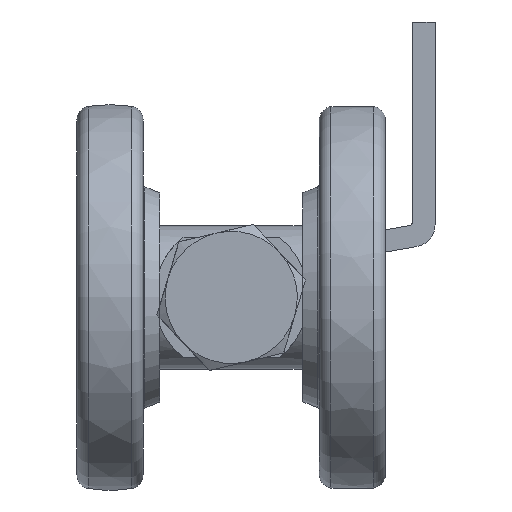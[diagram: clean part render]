
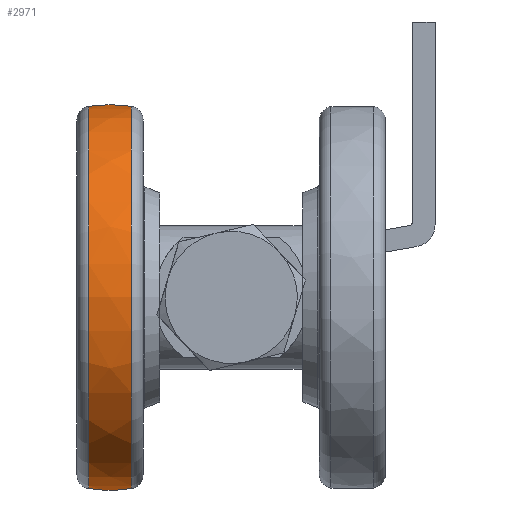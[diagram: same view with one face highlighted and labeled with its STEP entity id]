
A CAD part, front view. The second image highlights one B-rep face of the part: STEP entity #2971.
In plain terms, the highlighted free-form (B-spline) face has degree [2, 2] with [3, 9] control points.
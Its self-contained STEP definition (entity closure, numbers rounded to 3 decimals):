
#69=(
BOUNDED_SURFACE()
B_SPLINE_SURFACE(2,2,((#5686,#5687,#5688,#5689,#5690,#5691,#5692,#5693,
#5694),(#5695,#5696,#5697,#5698,#5699,#5700,#5701,#5702,#5703),(#5704,#5705,
#5706,#5707,#5708,#5709,#5710,#5711,#5712)),.UNSPECIFIED.,.F.,.T.,.F.)
B_SPLINE_SURFACE_WITH_KNOTS((3,3),(3,2,2,2,3),(-0.156,0.156),
(-3.142,-1.571,0.,1.571,3.142),
 .UNSPECIFIED.)
GEOMETRIC_REPRESENTATION_ITEM()
RATIONAL_B_SPLINE_SURFACE(((1.,0.707,1.,0.707,1.,
0.707,1.,0.707,1.),(0.988,0.698,
0.988,0.698,0.988,0.698,
0.988,0.698,0.988),(1.,0.707,
1.,0.707,1.,0.707,1.,0.707,1.)))
REPRESENTATION_ITEM('')
SURFACE()
);
#407=FACE_OUTER_BOUND('',#592,.T.);
#592=EDGE_LOOP('',(#2474,#2475,#2476,#2477,#2478,#2479));
#1014=CIRCLE('',#3467,34.696);
#1015=CIRCLE('',#3468,34.696);
#1017=CIRCLE('',#3470,34.696);
#1018=CIRCLE('',#3471,34.696);
#1019=CIRCLE('',#3472,25.);
#1367=VERTEX_POINT('',#5681);
#1368=VERTEX_POINT('',#5682);
#1369=VERTEX_POINT('',#5713);
#1370=VERTEX_POINT('',#5714);
#1775=EDGE_CURVE('',#1367,#1368,#1014,.T.);
#1776=EDGE_CURVE('',#1368,#1367,#1015,.T.);
#1778=EDGE_CURVE('',#1369,#1370,#1017,.T.);
#1779=EDGE_CURVE('',#1370,#1369,#1018,.T.);
#1780=EDGE_CURVE('',#1370,#1368,#1019,.T.);
#2474=ORIENTED_EDGE('',*,*,#1778,.F.);
#2475=ORIENTED_EDGE('',*,*,#1779,.F.);
#2476=ORIENTED_EDGE('',*,*,#1780,.T.);
#2477=ORIENTED_EDGE('',*,*,#1776,.T.);
#2478=ORIENTED_EDGE('',*,*,#1775,.T.);
#2479=ORIENTED_EDGE('',*,*,#1780,.F.);
#2971=ADVANCED_FACE('',(#407),#69,.F.);
#3467=AXIS2_PLACEMENT_3D('',#5683,#4270,#4271);
#3468=AXIS2_PLACEMENT_3D('',#5684,#4272,#4273);
#3470=AXIS2_PLACEMENT_3D('',#5715,#4276,#4277);
#3471=AXIS2_PLACEMENT_3D('',#5716,#4278,#4279);
#3472=AXIS2_PLACEMENT_3D('',#5717,#4280,#4281);
#4270=DIRECTION('center_axis',(1.,0.,0.));
#4271=DIRECTION('ref_axis',(0.,1.,0.));
#4272=DIRECTION('center_axis',(1.,0.,0.));
#4273=DIRECTION('ref_axis',(0.,1.,0.));
#4276=DIRECTION('center_axis',(1.,0.,0.));
#4277=DIRECTION('ref_axis',(0.,1.,0.));
#4278=DIRECTION('center_axis',(1.,0.,0.));
#4279=DIRECTION('ref_axis',(0.,1.,0.));
#4280=DIRECTION('center_axis',(0.,-1.,0.));
#4281=DIRECTION('ref_axis',(0.,0.,1.));
#5681=CARTESIAN_POINT('',(2.111,34.696,0.));
#5682=CARTESIAN_POINT('',(2.111,0.,34.696));
#5683=CARTESIAN_POINT('Origin',(2.111,0.,0.));
#5684=CARTESIAN_POINT('Origin',(2.111,0.,0.));
#5686=CARTESIAN_POINT('Ctrl Pts',(2.111,0.,34.696));
#5687=CARTESIAN_POINT('Ctrl Pts',(2.111,-34.696,34.696));
#5688=CARTESIAN_POINT('Ctrl Pts',(2.111,-34.696,0.));
#5689=CARTESIAN_POINT('Ctrl Pts',(2.111,-34.696,-34.696));
#5690=CARTESIAN_POINT('Ctrl Pts',(2.111,0.,-34.696));
#5691=CARTESIAN_POINT('Ctrl Pts',(2.111,34.696,-34.696));
#5692=CARTESIAN_POINT('Ctrl Pts',(2.111,34.696,0.));
#5693=CARTESIAN_POINT('Ctrl Pts',(2.111,34.696,34.696));
#5694=CARTESIAN_POINT('Ctrl Pts',(2.111,0.,34.696));
#5695=CARTESIAN_POINT('Ctrl Pts',(6.,0.,35.308));
#5696=CARTESIAN_POINT('Ctrl Pts',(6.,-35.308,35.308));
#5697=CARTESIAN_POINT('Ctrl Pts',(6.,-35.308,0.));
#5698=CARTESIAN_POINT('Ctrl Pts',(6.,-35.308,-35.308));
#5699=CARTESIAN_POINT('Ctrl Pts',(6.,0.,-35.308));
#5700=CARTESIAN_POINT('Ctrl Pts',(6.,35.308,-35.308));
#5701=CARTESIAN_POINT('Ctrl Pts',(6.,35.308,0.));
#5702=CARTESIAN_POINT('Ctrl Pts',(6.,35.308,35.308));
#5703=CARTESIAN_POINT('Ctrl Pts',(6.,0.,35.308));
#5704=CARTESIAN_POINT('Ctrl Pts',(9.889,0.,34.696));
#5705=CARTESIAN_POINT('Ctrl Pts',(9.889,-34.696,34.696));
#5706=CARTESIAN_POINT('Ctrl Pts',(9.889,-34.696,0.));
#5707=CARTESIAN_POINT('Ctrl Pts',(9.889,-34.696,-34.696));
#5708=CARTESIAN_POINT('Ctrl Pts',(9.889,0.,-34.696));
#5709=CARTESIAN_POINT('Ctrl Pts',(9.889,34.696,-34.696));
#5710=CARTESIAN_POINT('Ctrl Pts',(9.889,34.696,0.));
#5711=CARTESIAN_POINT('Ctrl Pts',(9.889,34.696,34.696));
#5712=CARTESIAN_POINT('Ctrl Pts',(9.889,0.,34.696));
#5713=CARTESIAN_POINT('',(9.889,34.696,0.));
#5714=CARTESIAN_POINT('',(9.889,0.,34.696));
#5715=CARTESIAN_POINT('Origin',(9.889,0.,0.));
#5716=CARTESIAN_POINT('Origin',(9.889,0.,0.));
#5717=CARTESIAN_POINT('Origin',(6.,0.,
10.));
